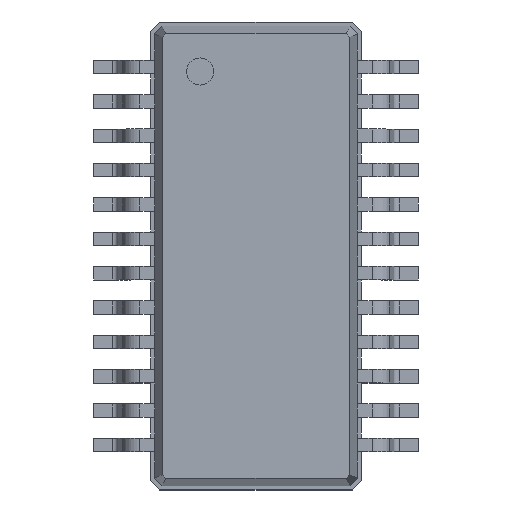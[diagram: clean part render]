
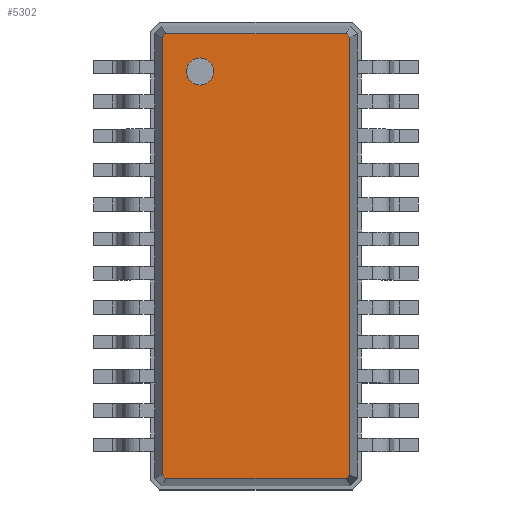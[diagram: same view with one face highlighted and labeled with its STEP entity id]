
A CAD part, top view. The second image highlights one B-rep face of the part: STEP entity #5302.
In plain terms, the highlighted planar face has unit normal (0, 0, 1).
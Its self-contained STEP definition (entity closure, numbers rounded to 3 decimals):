
#27=VECTOR('',#28,1.);
#28=DIRECTION('',(1.,0.,0.));
#51=VECTOR('',#52,1.);
#52=DIRECTION('',(0.707,-0.707,0.));
#58=VECTOR('',#59,1.);
#59=DIRECTION('',(0.,-1.,0.));
#65=VECTOR('',#66,1.);
#66=DIRECTION('',(-0.707,-0.707,0.));
#72=VECTOR('',#73,1.);
#73=DIRECTION('',(-1.,0.,0.));
#79=VECTOR('',#80,1.);
#80=DIRECTION('',(-0.707,0.707,0.));
#86=VECTOR('',#87,1.);
#87=DIRECTION('',(0.,1.,0.));
#91=VECTOR('',#92,1.);
#92=DIRECTION('',(0.707,0.707,0.));
#95=DIRECTION('',(0.,0.,-1.));
#1609=VERTEX_POINT('',#1610);
#1610=CARTESIAN_POINT('',(-1.734,4.042,1.72));
#1613=EDGE_CURVE('',#1614,#1609,#1616,.T.);
#1614=VERTEX_POINT('',#1615);
#1615=CARTESIAN_POINT('',(-1.734,-4.042,1.72));
#1616=LINE('',#1615,#86);
#1627=VERTEX_POINT('',#1628);
#1628=CARTESIAN_POINT('',(-1.667,4.109,1.72));
#1631=EDGE_CURVE('',#1609,#1627,#1632,.T.);
#1632=LINE('',#1610,#91);
#1641=VERTEX_POINT('',#1642);
#1642=CARTESIAN_POINT('',(1.667,4.109,1.72));
#1645=EDGE_CURVE('',#1627,#1641,#1646,.T.);
#1646=LINE('',#1628,#27);
#1655=VERTEX_POINT('',#1656);
#1656=CARTESIAN_POINT('',(1.734,4.042,1.72));
#1659=EDGE_CURVE('',#1641,#1655,#1660,.T.);
#1660=LINE('',#1642,#51);
#1765=VERTEX_POINT('',#1766);
#1766=CARTESIAN_POINT('',(1.734,-4.042,1.72));
#1769=EDGE_CURVE('',#1655,#1765,#1770,.T.);
#1770=LINE('',#1656,#58);
#5302=ADVANCED_FACE('',(#5303,#5323),#5333,.F.);
#5303=FACE_BOUND('',#5304,.F.);
#5304=EDGE_LOOP('',(#5305,#5306,#5307,#5308,#5313,#5318,#5321,#5322));
#5305=ORIENTED_EDGE('',*,*,#1645,.T.);
#5306=ORIENTED_EDGE('',*,*,#1659,.T.);
#5307=ORIENTED_EDGE('',*,*,#1769,.T.);
#5308=ORIENTED_EDGE('',*,*,#5309,.T.);
#5309=EDGE_CURVE('',#1765,#5310,#5312,.T.);
#5310=VERTEX_POINT('',#5311);
#5311=CARTESIAN_POINT('',(1.667,-4.109,1.72));
#5312=LINE('',#1766,#65);
#5313=ORIENTED_EDGE('',*,*,#5314,.T.);
#5314=EDGE_CURVE('',#5310,#5315,#5317,.T.);
#5315=VERTEX_POINT('',#5316);
#5316=CARTESIAN_POINT('',(-1.667,-4.109,1.72));
#5317=LINE('',#5311,#72);
#5318=ORIENTED_EDGE('',*,*,#5319,.T.);
#5319=EDGE_CURVE('',#5315,#1614,#5320,.T.);
#5320=LINE('',#5316,#79);
#5321=ORIENTED_EDGE('',*,*,#1613,.T.);
#5322=ORIENTED_EDGE('',*,*,#1631,.T.);
#5323=FACE_BOUND('',#5324,.F.);
#5324=EDGE_LOOP('',(#5325));
#5325=ORIENTED_EDGE('',*,*,#5326,.F.);
#5326=EDGE_CURVE('',#5327,#5327,#5329,.T.);
#5327=VERTEX_POINT('',#5328);
#5328=CARTESIAN_POINT('',(-1.034,3.159,1.72));
#5329=CIRCLE('',#5330,0.25);
#5330=AXIS2_PLACEMENT_3D('',#5331,#5332,#59);
#5331=CARTESIAN_POINT('',(-1.034,3.409,1.72));
#5332=DIRECTION('',(0.,-0.,-1.));
#5333=PLANE('',#5334);
#5334=AXIS2_PLACEMENT_3D('',#1628,#95,#5335);
#5335=DIRECTION('',(0.376,-0.927,0.));
